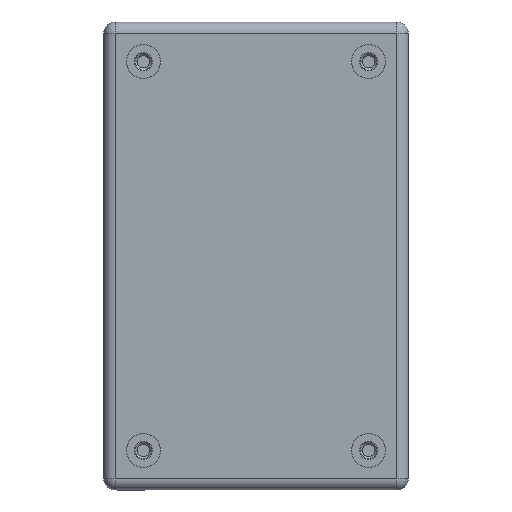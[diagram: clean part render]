
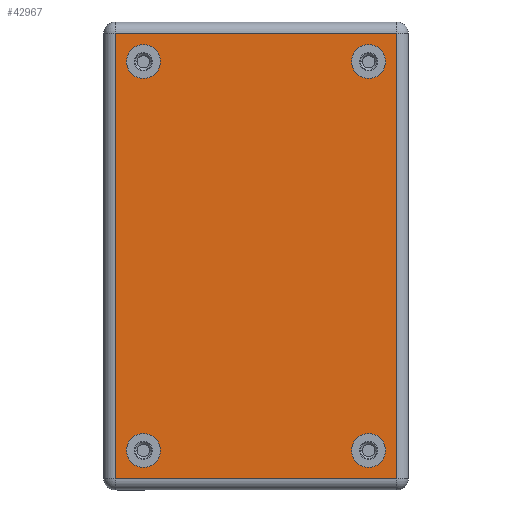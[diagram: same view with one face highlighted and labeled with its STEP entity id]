
A CAD part, top view. The second image highlights one B-rep face of the part: STEP entity #42967.
In plain terms, the highlighted planar face has unit normal (0, 0, 1).
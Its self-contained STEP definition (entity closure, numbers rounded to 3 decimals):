
#97 = ORIENTED_EDGE ( 'NONE', *, *, #38315, .T. ) ;
#190 = DIRECTION ( 'NONE',  ( 0., 1., 0. ) ) ;
#326 = VERTEX_POINT ( 'NONE', #35562 ) ;
#953 = DIRECTION ( 'NONE',  ( 0., 0., -1. ) ) ;
#980 = DIRECTION ( 'NONE',  ( 1., 0., 0. ) ) ;
#1011 = PLANE ( 'NONE',  #4455 ) ;
#1255 = CARTESIAN_POINT ( 'NONE',  ( 54329.825, 39.252, 13.763 ) ) ;
#1593 = ORIENTED_EDGE ( 'NONE', *, *, #31159, .T. ) ;
#1767 = CIRCLE ( 'NONE', #7996, 3. ) ;
#1829 = DIRECTION ( 'NONE',  ( 1., 0., 0. ) ) ;
#1931 = CARTESIAN_POINT ( 'NONE',  ( 54288.025, 34.252, 13.763 ) ) ;
#2176 = VECTOR ( 'NONE', #27847, 1000. ) ;
#2354 = ORIENTED_EDGE ( 'NONE', *, *, #2412, .T. ) ;
#2412 = EDGE_CURVE ( 'NONE', #35335, #13810, #7568, .T. ) ;
#2660 = DIRECTION ( 'NONE',  ( 0., 0., -1. ) ) ;
#2904 = CARTESIAN_POINT ( 'NONE',  ( 54321.825, 34.252, 13.763 ) ) ;
#2950 = LINE ( 'NONE', #42044, #21574 ) ;
#3104 = VERTEX_POINT ( 'NONE', #25987 ) ;
#4455 = AXIS2_PLACEMENT_3D ( 'NONE', #15144, #39512, #18654 ) ;
#4495 = FACE_BOUND ( 'NONE', #21658, .T. ) ;
#5217 = CARTESIAN_POINT ( 'NONE',  ( 54329.825, -39.448, 13.763 ) ) ;
#5550 = DIRECTION ( 'NONE',  ( 0., 0., -1. ) ) ;
#5584 = FACE_BOUND ( 'NONE', #13790, .T. ) ;
#6087 = AXIS2_PLACEMENT_3D ( 'NONE', #21919, #953, #25429 ) ;
#6408 = EDGE_LOOP ( 'NONE', ( #10089, #21950 ) ) ;
#6532 = ORIENTED_EDGE ( 'NONE', *, *, #16777, .T. ) ;
#7362 = EDGE_CURVE ( 'NONE', #31376, #35335, #43680, .T. ) ;
#7382 = AXIS2_PLACEMENT_3D ( 'NONE', #40188, #19329, #43676 ) ;
#7568 = LINE ( 'NONE', #45231, #26153 ) ;
#7740 = CIRCLE ( 'NONE', #44218, 3. ) ;
#7774 = VERTEX_POINT ( 'NONE', #16891 ) ;
#7996 = AXIS2_PLACEMENT_3D ( 'NONE', #42809, #21944, #980 ) ;
#8677 = EDGE_CURVE ( 'NONE', #9883, #21918, #22242, .T. ) ;
#9543 = DIRECTION ( 'NONE',  ( 0., 0., -1. ) ) ;
#9883 = VERTEX_POINT ( 'NONE', #20547 ) ;
#10089 = ORIENTED_EDGE ( 'NONE', *, *, #41903, .T. ) ;
#10310 = CARTESIAN_POINT ( 'NONE',  ( 54304.925, -39.448, 13.763 ) ) ;
#11543 = LINE ( 'NONE', #10310, #2176 ) ;
#11749 = AXIS2_PLACEMENT_3D ( 'NONE', #26551, #5550, #30043 ) ;
#13051 = VERTEX_POINT ( 'NONE', #1931 ) ;
#13790 = EDGE_LOOP ( 'NONE', ( #30814, #1593 ) ) ;
#13810 = VERTEX_POINT ( 'NONE', #24962 ) ;
#13851 = FACE_OUTER_BOUND ( 'NONE', #35937, .T. ) ;
#15144 = CARTESIAN_POINT ( 'NONE',  ( 54304.925, -0.098, 13.763 ) ) ;
#15147 = CIRCLE ( 'NONE', #34545, 3. ) ;
#15913 = VECTOR ( 'NONE', #190, 1000. ) ;
#16777 = EDGE_CURVE ( 'NONE', #17849, #13051, #7740, .T. ) ;
#16891 = CARTESIAN_POINT ( 'NONE',  ( 54282.025, -34.448, 13.763 ) ) ;
#17849 = VERTEX_POINT ( 'NONE', #32936 ) ;
#18407 = CARTESIAN_POINT ( 'NONE',  ( 54321.825, -34.448, 13.763 ) ) ;
#18619 = CARTESIAN_POINT ( 'NONE',  ( 54285.025, -34.448, 13.763 ) ) ;
#18654 = DIRECTION ( 'NONE',  ( 1., 0., 0. ) ) ;
#19329 = DIRECTION ( 'NONE',  ( 0., 0., -1. ) ) ;
#19540 = CIRCLE ( 'NONE', #29822, 3. ) ;
#20268 = EDGE_LOOP ( 'NONE', ( #35431, #26583 ) ) ;
#20547 = CARTESIAN_POINT ( 'NONE',  ( 54327.825, 34.252, 13.763 ) ) ;
#21561 = CIRCLE ( 'NONE', #7382, 3. ) ;
#21574 = VECTOR ( 'NONE', #38426, 1000. ) ;
#21658 = EDGE_LOOP ( 'NONE', ( #33698, #6532 ) ) ;
#21918 = VERTEX_POINT ( 'NONE', #2904 ) ;
#21919 = CARTESIAN_POINT ( 'NONE',  ( 54324.825, 34.252, 13.763 ) ) ;
#21944 = DIRECTION ( 'NONE',  ( 0., 0., -1. ) ) ;
#21950 = ORIENTED_EDGE ( 'NONE', *, *, #40107, .T. ) ;
#22100 = DIRECTION ( 'NONE',  ( -1., 0., 0. ) ) ;
#22242 = CIRCLE ( 'NONE', #6087, 3. ) ;
#22780 = DIRECTION ( 'NONE',  ( 0., 0., -1. ) ) ;
#23616 = CARTESIAN_POINT ( 'NONE',  ( 54324.825, -34.448, 13.763 ) ) ;
#23881 = ORIENTED_EDGE ( 'NONE', *, *, #7362, .T. ) ;
#24226 = FACE_BOUND ( 'NONE', #6408, .T. ) ;
#24962 = CARTESIAN_POINT ( 'NONE',  ( 54280.025, 39.252, 13.763 ) ) ;
#25429 = DIRECTION ( 'NONE',  ( -1., 0., 0. ) ) ;
#25987 = CARTESIAN_POINT ( 'NONE',  ( 54288.025, -34.448, 13.763 ) ) ;
#26153 = VECTOR ( 'NONE', #27734, 1000. ) ;
#26551 = CARTESIAN_POINT ( 'NONE',  ( 54324.825, 34.252, 13.763 ) ) ;
#26583 = ORIENTED_EDGE ( 'NONE', *, *, #8677, .T. ) ;
#27158 = DIRECTION ( 'NONE',  ( 1., 0., 0. ) ) ;
#27333 = ORIENTED_EDGE ( 'NONE', *, *, #29992, .T. ) ;
#27734 = DIRECTION ( 'NONE',  ( -1., 0., 0. ) ) ;
#27847 = DIRECTION ( 'NONE',  ( 1., 0., 0. ) ) ;
#29239 = EDGE_CURVE ( 'NONE', #13051, #17849, #33877, .T. ) ;
#29822 = AXIS2_PLACEMENT_3D ( 'NONE', #23616, #2660, #27158 ) ;
#29992 = EDGE_CURVE ( 'NONE', #13810, #326, #2950, .T. ) ;
#30043 = DIRECTION ( 'NONE',  ( -1., 0., 0. ) ) ;
#30464 = CARTESIAN_POINT ( 'NONE',  ( 54285.025, 34.252, 13.763 ) ) ;
#30814 = ORIENTED_EDGE ( 'NONE', *, *, #33157, .T. ) ;
#31159 = EDGE_CURVE ( 'NONE', #39959, #33648, #1767, .T. ) ;
#31376 = VERTEX_POINT ( 'NONE', #5217 ) ;
#32852 = CARTESIAN_POINT ( 'NONE',  ( 54327.825, -34.448, 13.763 ) ) ;
#32936 = CARTESIAN_POINT ( 'NONE',  ( 54282.025, 34.252, 13.763 ) ) ;
#33157 = EDGE_CURVE ( 'NONE', #33648, #39959, #19540, .T. ) ;
#33648 = VERTEX_POINT ( 'NONE', #32852 ) ;
#33698 = ORIENTED_EDGE ( 'NONE', *, *, #29239, .T. ) ;
#33877 = CIRCLE ( 'NONE', #42672, 3. ) ;
#33921 = DIRECTION ( 'NONE',  ( 1., 0., 0. ) ) ;
#34545 = AXIS2_PLACEMENT_3D ( 'NONE', #18619, #42963, #22100 ) ;
#35335 = VERTEX_POINT ( 'NONE', #1255 ) ;
#35431 = ORIENTED_EDGE ( 'NONE', *, *, #39211, .T. ) ;
#35562 = CARTESIAN_POINT ( 'NONE',  ( 54280.025, -39.448, 13.763 ) ) ;
#35937 = EDGE_LOOP ( 'NONE', ( #23881, #2354, #27333, #97 ) ) ;
#37628 = CIRCLE ( 'NONE', #11749, 3. ) ;
#38315 = EDGE_CURVE ( 'NONE', #326, #31376, #11543, .T. ) ;
#38426 = DIRECTION ( 'NONE',  ( 0., -1., 0. ) ) ;
#39211 = EDGE_CURVE ( 'NONE', #21918, #9883, #37628, .T. ) ;
#39512 = DIRECTION ( 'NONE',  ( 0., 0., 1. ) ) ;
#39959 = VERTEX_POINT ( 'NONE', #18407 ) ;
#40107 = EDGE_CURVE ( 'NONE', #3104, #7774, #15147, .T. ) ;
#40188 = CARTESIAN_POINT ( 'NONE',  ( 54285.025, -34.448, 13.763 ) ) ;
#40552 = FACE_BOUND ( 'NONE', #20268, .T. ) ;
#41903 = EDGE_CURVE ( 'NONE', #7774, #3104, #21561, .T. ) ;
#42017 = CARTESIAN_POINT ( 'NONE',  ( 54329.825, -0.098, 13.763 ) ) ;
#42044 = CARTESIAN_POINT ( 'NONE',  ( 54280.025, -0.098, 13.763 ) ) ;
#42672 = AXIS2_PLACEMENT_3D ( 'NONE', #43643, #22780, #1829 ) ;
#42809 = CARTESIAN_POINT ( 'NONE',  ( 54324.825, -34.448, 13.763 ) ) ;
#42963 = DIRECTION ( 'NONE',  ( 0., 0., -1. ) ) ;
#42967 = ADVANCED_FACE ( 'NONE', ( #13851, #40552, #4495, #24226, #5584 ), #1011, .T. ) ;
#43643 = CARTESIAN_POINT ( 'NONE',  ( 54285.025, 34.252, 13.763 ) ) ;
#43676 = DIRECTION ( 'NONE',  ( -1., 0., 0. ) ) ;
#43680 = LINE ( 'NONE', #42017, #15913 ) ;
#44218 = AXIS2_PLACEMENT_3D ( 'NONE', #30464, #9543, #33921 ) ;
#45231 = CARTESIAN_POINT ( 'NONE',  ( 54304.925, 39.252, 13.763 ) ) ;
